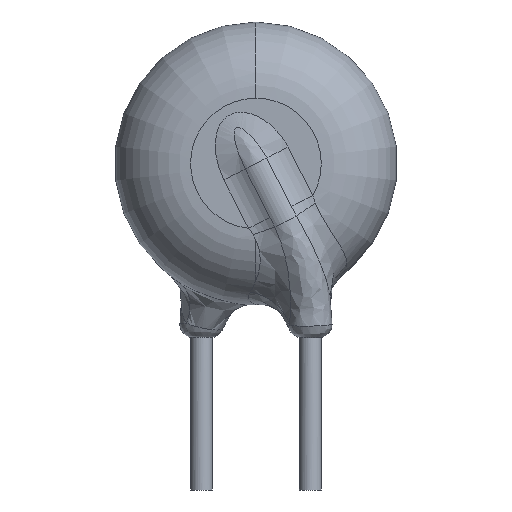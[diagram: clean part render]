
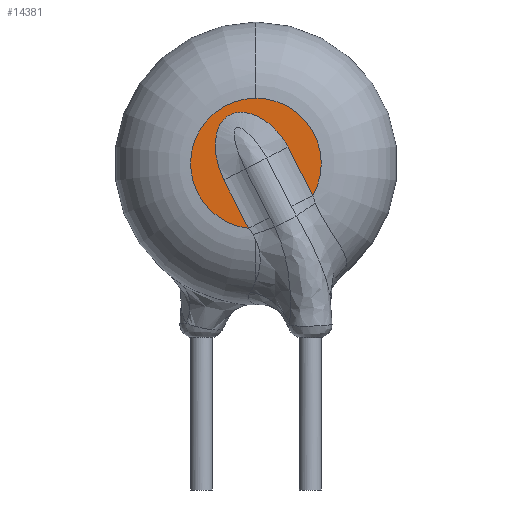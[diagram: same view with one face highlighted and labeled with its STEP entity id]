
A CAD part, front view. The second image highlights one B-rep face of the part: STEP entity #14381.
In plain terms, the highlighted planar face has unit normal (0, -1, 0).
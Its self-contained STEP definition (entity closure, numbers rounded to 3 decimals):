
#670 = DIRECTION ( 'NONE',  ( -0.455, 0., 0.891 ) ) ;
#871 = CARTESIAN_POINT ( 'NONE',  ( -0.247, -1.75, 5.172 ) ) ;
#920 = EDGE_CURVE ( 'NONE', #2068, #7854, #12892, .T. ) ;
#1079 = CARTESIAN_POINT ( 'NONE',  ( 0., -1.75, 4. ) ) ;
#1831 = CARTESIAN_POINT ( 'NONE',  ( -0.802, -1.75, 3.747 ) ) ;
#2010 = CARTESIAN_POINT ( 'NONE',  ( -0.932, -1.75, 4.555 ) ) ;
#2068 = VERTEX_POINT ( 'NONE', #12877 ) ;
#2141 = ORIENTED_EDGE ( 'NONE', *, *, #920, .T. ) ;
#2464 = DIRECTION ( 'NONE',  ( 0., 1., 0. ) ) ;
#2992 = DIRECTION ( 'NONE',  ( 0., 1., 0. ) ) ;
#3087 = CARTESIAN_POINT ( 'NONE',  ( 0., -1.75, 4. ) ) ;
#3197 = AXIS2_PLACEMENT_3D ( 'NONE', #3087, #2992, #4555 ) ;
#3776 = CARTESIAN_POINT ( 'NONE',  ( 0., -1.75, 5.5 ) ) ;
#4530 = CARTESIAN_POINT ( 'NONE',  ( -0.912, -1.75, 4.695 ) ) ;
#4555 = DIRECTION ( 'NONE',  ( 0., 0., 1. ) ) ;
#4713 = VERTEX_POINT ( 'NONE', #9869 ) ;
#4880 = CARTESIAN_POINT ( 'NONE',  ( -0.738, -1.75, 3.623 ) ) ;
#4927 = ORIENTED_EDGE ( 'NONE', *, *, #6851, .T. ) ;
#5075 = EDGE_CURVE ( 'NONE', #16396, #12232, #7638, .T. ) ;
#5098 = DIRECTION ( 'NONE',  ( 0., 0., 1. ) ) ;
#5179 = PLANE ( 'NONE',  #14962 ) ;
#5275 = B_SPLINE_CURVE_WITH_KNOTS ( 'NONE', 3,
 ( #4880, #1831, #14070, #11358, #13895, #2010, #4530, #7322, #6006, #7495, #11272, #12753, #871, #6185, #9994, #8709, #13715, #7750, #15455, #6621 ),
 .UNSPECIFIED., .F., .F.,
 ( 4, 2, 2, 2, 2, 2, 2, 2, 2, 4 ),
 ( 0., 0., 0.001, 0.001, 0.002, 0.002, 0.002, 0.002, 0.003, 0.003 ),
 .UNSPECIFIED. ) ;
#6006 = CARTESIAN_POINT ( 'NONE',  ( -0.711, -1.75, 5.063 ) ) ;
#6185 = CARTESIAN_POINT ( 'NONE',  ( -0.044, -1.75, 5.126 ) ) ;
#6305 = CARTESIAN_POINT ( 'NONE',  ( -0.738, -1.75, 3.623 ) ) ;
#6392 = DIRECTION ( 'NONE',  ( 0., 1., 0. ) ) ;
#6534 = LINE ( 'NONE', #16921, #12658 ) ;
#6621 = CARTESIAN_POINT ( 'NONE',  ( 0.738, -1.75, 4.377 ) ) ;
#6761 = EDGE_CURVE ( 'NONE', #7854, #4713, #5275, .T. ) ;
#6851 = EDGE_CURVE ( 'NONE', #4713, #12232, #6534, .T. ) ;
#7322 = CARTESIAN_POINT ( 'NONE',  ( -0.804, -1.75, 4.95 ) ) ;
#7495 = CARTESIAN_POINT ( 'NONE',  ( -0.523, -1.75, 5.153 ) ) ;
#7638 = CIRCLE ( 'NONE', #3197, 1.5 ) ;
#7750 = CARTESIAN_POINT ( 'NONE',  ( 0.596, -1.75, 4.614 ) ) ;
#7854 = VERTEX_POINT ( 'NONE', #8412 ) ;
#8246 = CIRCLE ( 'NONE', #9903, 1.5 ) ;
#8412 = CARTESIAN_POINT ( 'NONE',  ( -0.738, -1.75, 3.623 ) ) ;
#8709 = CARTESIAN_POINT ( 'NONE',  ( 0.311, -1.75, 4.912 ) ) ;
#8715 = ORIENTED_EDGE ( 'NONE', *, *, #9453, .F. ) ;
#8803 = CARTESIAN_POINT ( 'NONE',  ( 1.307, -1.75, 3.264 ) ) ;
#9453 = EDGE_CURVE ( 'NONE', #2068, #16396, #8246, .T. ) ;
#9522 = ORIENTED_EDGE ( 'NONE', *, *, #5075, .F. ) ;
#9869 = CARTESIAN_POINT ( 'NONE',  ( 0.738, -1.75, 4.377 ) ) ;
#9903 = AXIS2_PLACEMENT_3D ( 'NONE', #10041, #6392, #5098 ) ;
#9994 = CARTESIAN_POINT ( 'NONE',  ( 0.082, -1.75, 5.065 ) ) ;
#10041 = CARTESIAN_POINT ( 'NONE',  ( 0., -1.75, 4. ) ) ;
#11272 = CARTESIAN_POINT ( 'NONE',  ( -0.455, -1.75, 5.17 ) ) ;
#11358 = CARTESIAN_POINT ( 'NONE',  ( -0.914, -1.75, 4.141 ) ) ;
#12232 = VERTEX_POINT ( 'NONE', #8803 ) ;
#12441 = EDGE_LOOP ( 'NONE', ( #16511, #4927, #9522, #8715, #2141 ) ) ;
#12658 = VECTOR ( 'NONE', #15794, 1000. ) ;
#12753 = CARTESIAN_POINT ( 'NONE',  ( -0.316, -1.75, 5.179 ) ) ;
#12877 = CARTESIAN_POINT ( 'NONE',  ( -0.17, -1.75, 2.51 ) ) ;
#12892 = LINE ( 'NONE', #6305, #15374 ) ;
#13715 = CARTESIAN_POINT ( 'NONE',  ( 0.413, -1.75, 4.821 ) ) ;
#13895 = CARTESIAN_POINT ( 'NONE',  ( -0.934, -1.75, 4.28 ) ) ;
#14070 = CARTESIAN_POINT ( 'NONE',  ( -0.849, -1.75, 3.875 ) ) ;
#14381 = ADVANCED_FACE ( 'NONE', ( #15580 ), #5179, .F. ) ;
#14962 = AXIS2_PLACEMENT_3D ( 'NONE', #1079, #2464, #16959 ) ;
#15374 = VECTOR ( 'NONE', #670, 1000. ) ;
#15455 = CARTESIAN_POINT ( 'NONE',  ( 0.675, -1.75, 4.5 ) ) ;
#15580 = FACE_OUTER_BOUND ( 'NONE', #12441, .T. ) ;
#15794 = DIRECTION ( 'NONE',  ( 0.455, 0., -0.891 ) ) ;
#16396 = VERTEX_POINT ( 'NONE', #3776 ) ;
#16511 = ORIENTED_EDGE ( 'NONE', *, *, #6761, .T. ) ;
#16921 = CARTESIAN_POINT ( 'NONE',  ( 0.738, -1.75, 4.377 ) ) ;
#16959 = DIRECTION ( 'NONE',  ( 0., 0., 1. ) ) ;
